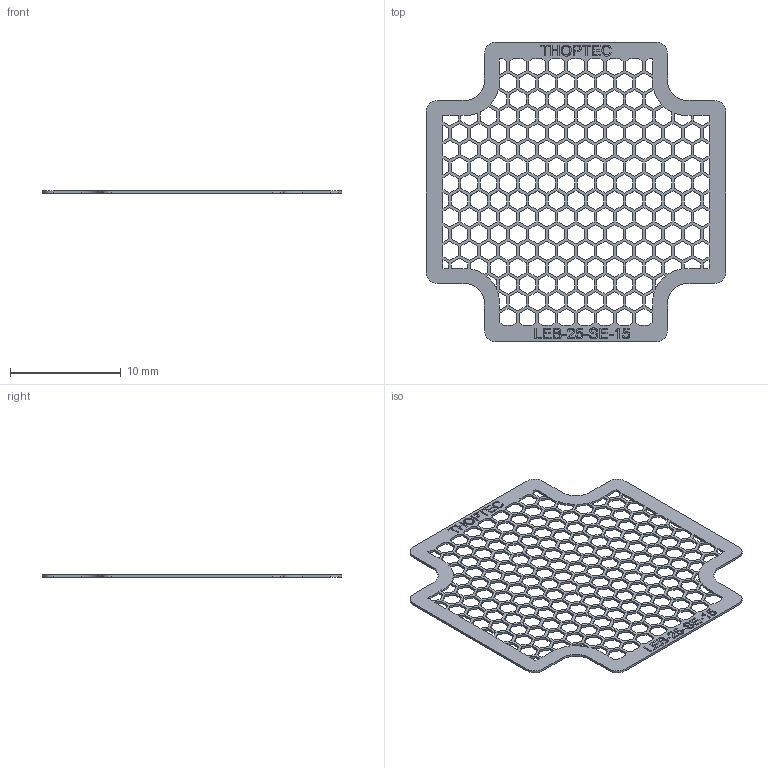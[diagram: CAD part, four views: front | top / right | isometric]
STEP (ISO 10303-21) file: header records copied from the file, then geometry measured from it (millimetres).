
FILE_DESCRIPTION((''),'2;1');
FILE_NAME('LEB-25-SE-15.stp','2014-09-01T12:12:36',(''),(''),'Mechanical Desktop.R8.0.24.0','Mechanical Desktop.R8.0.24.0',', , ');
FILE_SCHEMA(('CONFIG_CONTROL_DESIGN'));
Length unit declared in the file: millimetre
Products named in the file (2): LEB-25-SE-15A; LEB-25-SE-15
Assembly tree (1 placements, depth 2):
  LEB-25-SE-15A
    LEB-25-SE-15
Bounding box: 27 x 27 x 0.2 mm (x, y, z)
Volume: 52.9 mm3; surface area: 749.1 mm2
Topology: 1 solids, 1 shells, 1522 faces, 4500 edges, 3011 vertices
Faces by surface type: plane 1328, bspline 160, cylinder 34
Entity records: 51652 total; most frequent: CARTESIAN_POINT 11117, ORIENTED_EDGE 8982, DIRECTION 6979, EDGE_CURVE 4491, VECTOR 4107, LINE 4107, VERTEX_POINT 2994, EDGE_LOOP 1941
